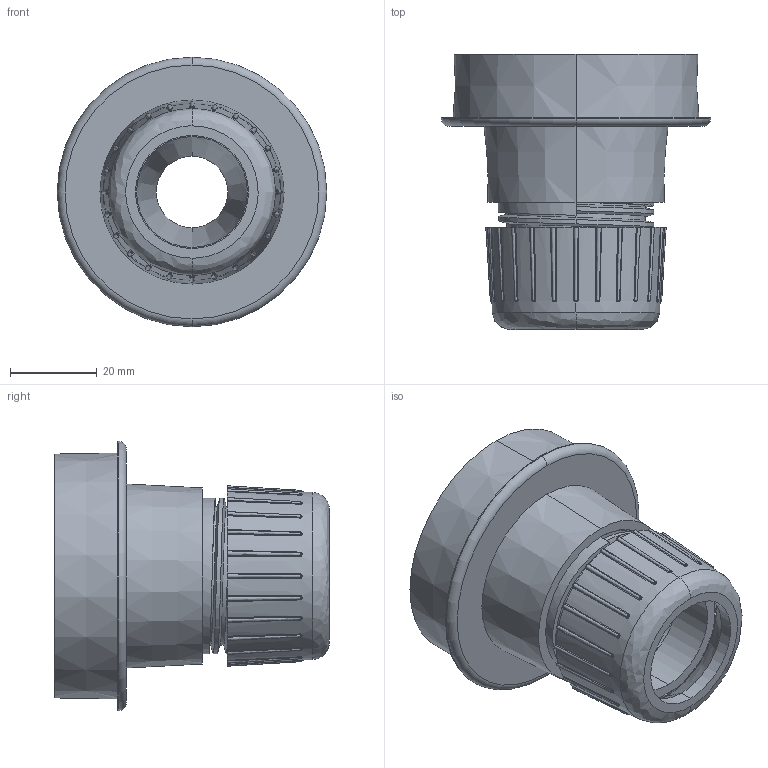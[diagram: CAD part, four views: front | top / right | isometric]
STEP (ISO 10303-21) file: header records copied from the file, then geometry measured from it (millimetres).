
FILE_DESCRIPTION (( 'STEP AP203' ), '1' );
FILE_NAME ('26070005.step', '2020-08-20T17:31:47', ( '' ), ( '' ), 'SwSTEP 2.0', 'SolidWorks 2019', '' );
FILE_SCHEMA (( 'CONFIG_CONTROL_DESIGN' ));
Length unit declared in the file: inch
Products named in the file (1): 26070005
Bounding box: 62 x 63.25 x 62 mm (x, y, z)
Volume: 46194.6 mm3; surface area: 26797.8 mm2
Topology: 2 solids, 2 shells, 256 faces, 668 edges, 421 vertices
Faces by surface type: bspline 150, cylinder 39, plane 37, cone 28, torus 2
Entity records: 18281 total; most frequent: CARTESIAN_POINT 13286, ORIENTED_EDGE 1336, EDGE_CURVE 668, DIRECTION 567, VERTEX_POINT 421, B_SPLINE_CURVE_WITH_KNOTS 333, EDGE_LOOP 265, ADVANCED_FACE 256
